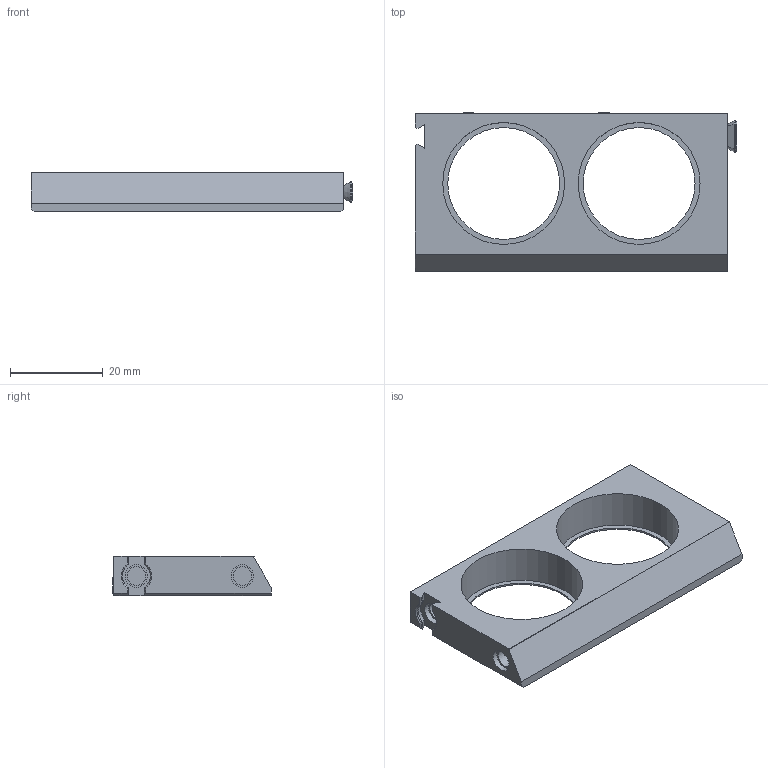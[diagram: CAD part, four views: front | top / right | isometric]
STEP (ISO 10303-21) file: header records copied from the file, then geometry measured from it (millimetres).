
FILE_DESCRIPTION(/* description */ (''),/* implementation_level */ '2;1');
FILE_NAME(/* name */ 'CFS1_M-Step.step',/* time_stamp */ '2024-06-17T21:37:22-04:00',/* author */ (''),/* organization */ (''),/* preprocessor_version */ 'ST-DEVELOPER v20',/* originating_system */ 'Autodesk Translation Framework v12.20.1.177',/* authorisation */ '');
FILE_SCHEMA (('AUTOMOTIVE_DESIGN { 1 0 10303 214 3 1 1 }'));
Length unit declared in the file: inch
Products named in the file (1): CFS1_M-Step
Bounding box: 69.29 x 34.14 x 8.6 mm (x, y, z)
Volume: 9276 mm3; surface area: 5917.6 mm2
Topology: 1 solids, 1 shells, 79 faces, 183 edges, 110 vertices
Faces by surface type: plane 48, cylinder 16, cone 15
Full cylindrical faces by diameter (mm): 4 x2, 4.826 x2, 24.13 x2, 26.289 x2
Entity records: 2233 total; most frequent: CARTESIAN_POINT 398, DIRECTION 363, ORIENTED_EDGE 352, EDGE_CURVE 176, AXIS2_PLACEMENT_3D 123, LINE 117, VECTOR 117, VERTEX_POINT 110
